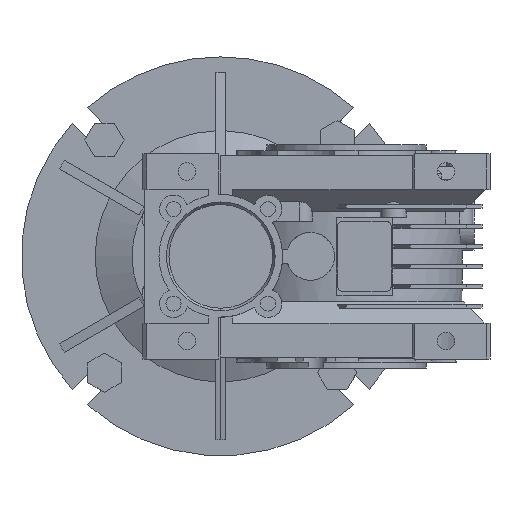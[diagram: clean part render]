
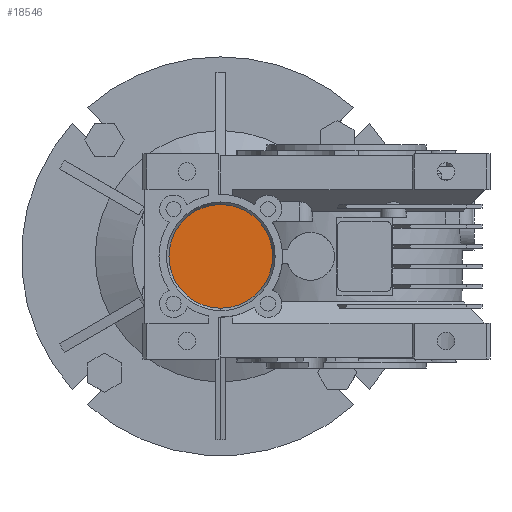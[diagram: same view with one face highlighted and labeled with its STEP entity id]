
A CAD part, left-side view. The second image highlights one B-rep face of the part: STEP entity #18546.
In plain terms, the highlighted planar face has unit normal (-1, 0, 0).
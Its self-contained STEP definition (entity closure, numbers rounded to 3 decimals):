
#212 = AXIS2_PLACEMENT_3D ( 'NONE', #2857, #24789, #5988 ) ;
#644 = EDGE_LOOP ( 'NONE', ( #19243, #13113 ) ) ;
#1876 = PLANE ( 'NONE',  #31578 ) ;
#2014 = DIRECTION ( 'NONE',  ( 1., 0., 0. ) ) ;
#2857 = CARTESIAN_POINT ( 'NONE',  ( -69.75, 63., 0. ) ) ;
#3733 = VERTEX_POINT ( 'NONE', #30045 ) ;
#3810 = AXIS2_PLACEMENT_3D ( 'NONE', #5638, #27566, #8817 ) ;
#5638 = CARTESIAN_POINT ( 'NONE',  ( -69.75, 63., 0. ) ) ;
#5988 = DIRECTION ( 'NONE',  ( 0., 0., 1. ) ) ;
#8817 = DIRECTION ( 'NONE',  ( 0., 0., 1. ) ) ;
#13113 = ORIENTED_EDGE ( 'NONE', *, *, #28140, .T. ) ;
#14499 = CARTESIAN_POINT ( 'NONE',  ( -69.75, 37., 0. ) ) ;
#18546 = ADVANCED_FACE ( 'NONE', ( #27965 ), #1876, .F. ) ;
#19243 = ORIENTED_EDGE ( 'NONE', *, *, #39563, .T. ) ;
#21308 = CIRCLE ( 'NONE', #212, 26. ) ;
#23028 = CIRCLE ( 'NONE', #3810, 26. ) ;
#23962 = DIRECTION ( 'NONE',  ( 0., 0., 1. ) ) ;
#24789 = DIRECTION ( 'NONE',  ( -1., 0., 0. ) ) ;
#27566 = DIRECTION ( 'NONE',  ( -1., 0., 0. ) ) ;
#27965 = FACE_OUTER_BOUND ( 'NONE', #644, .T. ) ;
#28140 = EDGE_CURVE ( 'NONE', #39866, #3733, #23028, .T. ) ;
#30045 = CARTESIAN_POINT ( 'NONE',  ( -69.75, 63., 26. ) ) ;
#31578 = AXIS2_PLACEMENT_3D ( 'NONE', #14499, #2014, #23962 ) ;
#33204 = CARTESIAN_POINT ( 'NONE',  ( -69.75, 63., -26. ) ) ;
#39563 = EDGE_CURVE ( 'NONE', #3733, #39866, #21308, .T. ) ;
#39866 = VERTEX_POINT ( 'NONE', #33204 ) ;
